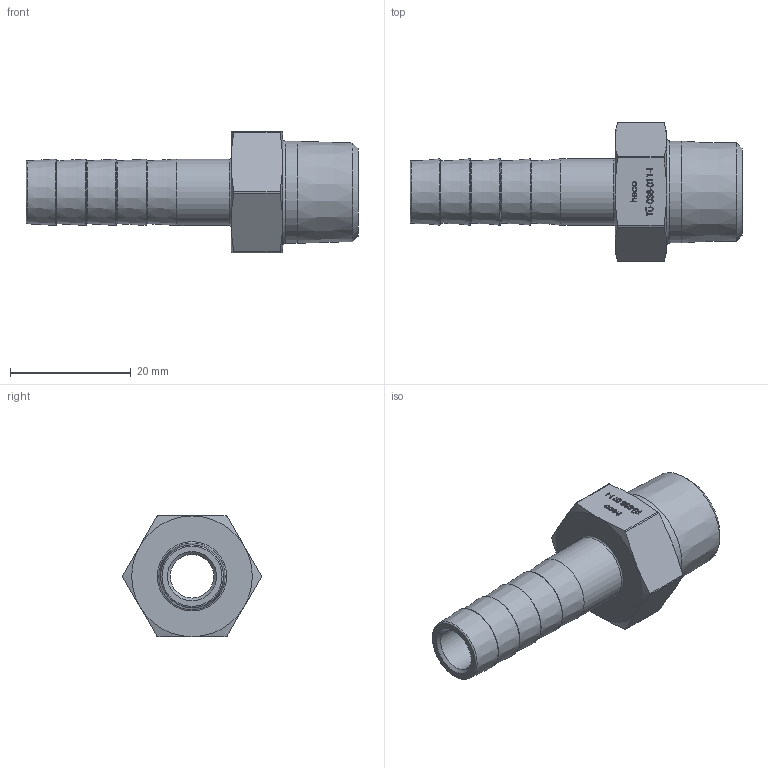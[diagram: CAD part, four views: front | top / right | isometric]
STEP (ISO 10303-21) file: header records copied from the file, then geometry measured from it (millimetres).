
FILE_DESCRIPTION (( 'STEP AP214' ), '1' );
FILE_NAME ('heco TÜ-038-011-I.STEP', '2016-01-13T08:43:07', ( 'test' ), ( '' ), 'SwSTEP 2.0', 'SolidWorks 2011', '' );
FILE_SCHEMA (( 'AUTOMOTIVE_DESIGN' ));
Length unit declared in the file: millimetre
Products named in the file (1): heco TÜ-038-011-I
Bounding box: 55 x 23.02 x 20.1 mm (x, y, z)
Volume: 6058.6 mm3; surface area: 4276.9 mm2
Topology: 1 solids, 1 shells, 238 faces, 594 edges, 388 vertices
Faces by surface type: bspline 99, plane 96, cone 22, torus 11, cylinder 10
Full cylindrical faces by diameter (mm): 7.2 x1, 9.2 x1, 11 x1, 16.893 x1
Entity records: 14785 total; most frequent: CARTESIAN_POINT 7375, ORIENTED_EDGE 1126, DIRECTION 653, EDGE_CURVE 563, VERTEX_POINT 382, EDGE_LOOP 295, VECTOR 285, LINE 285
